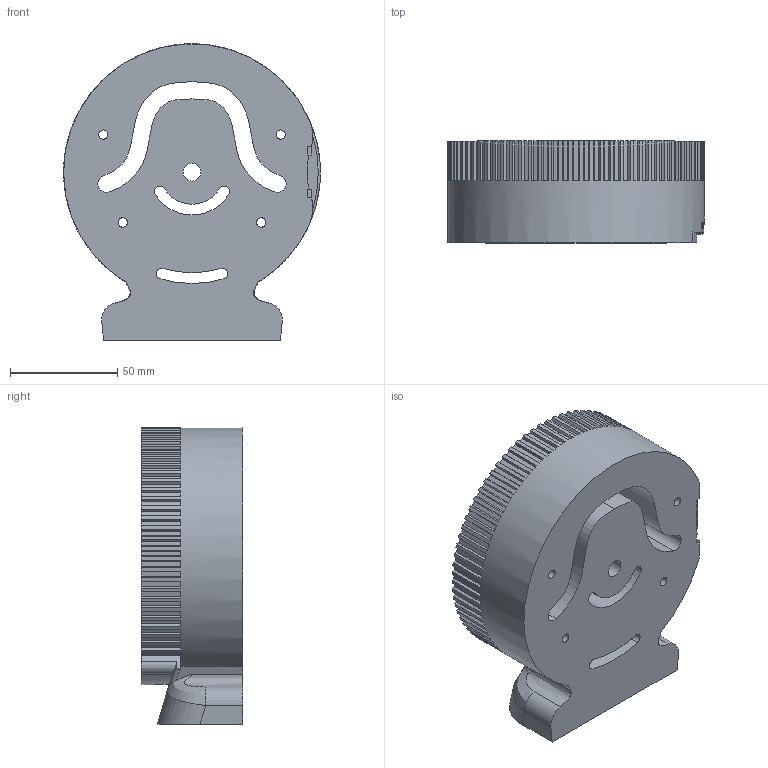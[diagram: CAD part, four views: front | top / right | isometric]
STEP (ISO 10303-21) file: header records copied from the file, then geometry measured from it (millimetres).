
FILE_DESCRIPTION(/* description */ (''),/* implementation_level */ '2;1');
FILE_NAME(/* name */ '2M2MA v2.step',/* time_stamp */ '2019-03-05T07:33:53-06:00',/* author */ (''),/* organization */ (''),/* preprocessor_version */ 'ST-DEVELOPER v17.2',/* originating_system */ 'Autodesk Translation Framework v7.6.0.251',/* authorisation */ '');
FILE_SCHEMA (('AUTOMOTIVE_DESIGN { 1 0 10303 214 3 1 1 }'));
Length unit declared in the file: millimetre
Products named in the file (1): 2M2MA
Bounding box: 120 x 47.5 x 138.52 mm (x, y, z)
Volume: 508107.6 mm3; surface area: 75170.1 mm2
Topology: 1 solids, 1 shells, 395 faces, 1173 edges, 787 vertices
Faces by surface type: plane 271, cylinder 105, bspline 14, cone 5
Full cylindrical faces by diameter (mm): 4.3 x6, 6 x2, 7.3 x4, 8.3 x1
Entity records: 15102 total; most frequent: CARTESIAN_POINT 4170, ORIENTED_EDGE 2346, DIRECTION 2265, EDGE_CURVE 1173, VERTEX_POINT 787, LINE 763, VECTOR 763, AXIS2_PLACEMENT_3D 751
